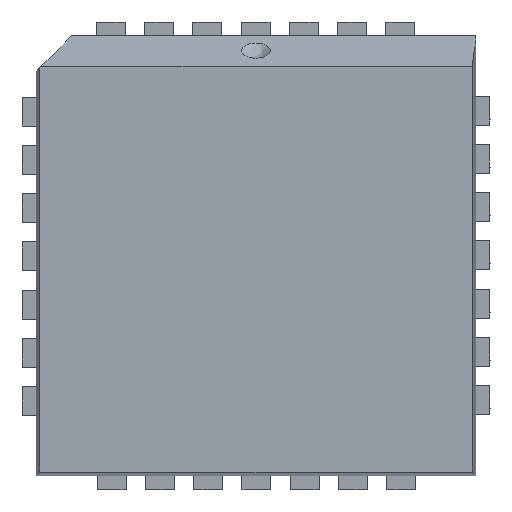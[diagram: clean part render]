
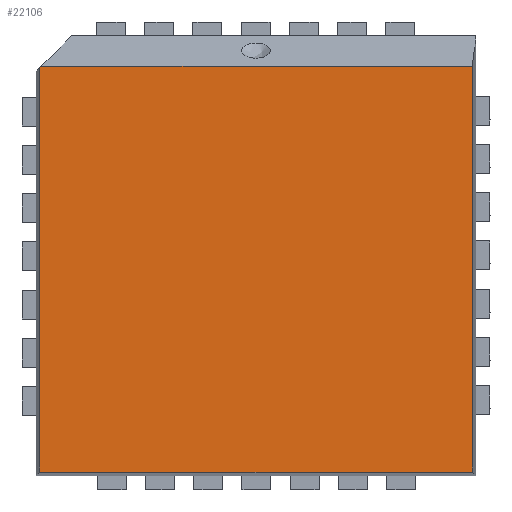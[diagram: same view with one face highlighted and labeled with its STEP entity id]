
A CAD part, top view. The second image highlights one B-rep face of the part: STEP entity #22106.
In plain terms, the highlighted planar face has unit normal (0, 0, 1).
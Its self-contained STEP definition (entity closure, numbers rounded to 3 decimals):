
#796 = CARTESIAN_POINT ( 'NONE',  ( -5.69, -0.769, 4.5 ) ) ;
#2870 = DIRECTION ( 'NONE',  ( 0., 1., 0. ) ) ;
#2931 = CARTESIAN_POINT ( 'NONE',  ( -5.661, -0.74, 4.5 ) ) ;
#2940 = VERTEX_POINT ( 'NONE', #6455 ) ;
#3619 = VERTEX_POINT ( 'NONE', #10181 ) ;
#4279 = ORIENTED_EDGE ( 'NONE', *, *, #31285, .F. ) ;
#5902 = CARTESIAN_POINT ( 'NONE',  ( 5.69, 0.06, 4.5 ) ) ;
#6455 = CARTESIAN_POINT ( 'NONE',  ( -5.661, -0.74, 4.5 ) ) ;
#7878 = VERTEX_POINT ( 'NONE', #24238 ) ;
#9574 = DIRECTION ( 'NONE',  ( -1., 0., 0. ) ) ;
#10181 = CARTESIAN_POINT ( 'NONE',  ( 5.69, -0.74, 4.5 ) ) ;
#12246 = VECTOR ( 'NONE', #14934, 1000. ) ;
#12681 = EDGE_LOOP ( 'NONE', ( #31429, #4279, #32904, #13440, #16425 ) ) ;
#13440 = ORIENTED_EDGE ( 'NONE', *, *, #24739, .F. ) ;
#14682 = LINE ( 'NONE', #5902, #23123 ) ;
#14934 = DIRECTION ( 'NONE',  ( 1., 0., 0. ) ) ;
#15394 = FACE_OUTER_BOUND ( 'NONE', #12681, .T. ) ;
#15535 = DIRECTION ( 'NONE',  ( -0.707, -0.707, 0. ) ) ;
#16425 = ORIENTED_EDGE ( 'NONE', *, *, #21693, .T. ) ;
#16549 = LINE ( 'NONE', #34496, #38873 ) ;
#16942 = DIRECTION ( 'NONE',  ( 0., 0., 1. ) ) ;
#17436 = CARTESIAN_POINT ( 'NONE',  ( -5.69, -11.42, 4.5 ) ) ;
#18350 = VERTEX_POINT ( 'NONE', #17436 ) ;
#18422 = LINE ( 'NONE', #2931, #40725 ) ;
#20485 = EDGE_CURVE ( 'NONE', #18350, #27560, #16549, .T. ) ;
#21690 = DIRECTION ( 'NONE',  ( 0., -1., 0. ) ) ;
#21693 = EDGE_CURVE ( 'NONE', #2940, #27560, #18422, .T. ) ;
#22106 = ADVANCED_FACE ( 'NONE', ( #15394 ), #29462, .T. ) ;
#23123 = VECTOR ( 'NONE', #21690, 1000. ) ;
#24238 = CARTESIAN_POINT ( 'NONE',  ( 5.69, -11.42, 4.5 ) ) ;
#24739 = EDGE_CURVE ( 'NONE', #2940, #3619, #26127, .T. ) ;
#24857 = EDGE_CURVE ( 'NONE', #3619, #7878, #14682, .T. ) ;
#25351 = CARTESIAN_POINT ( 'NONE',  ( 5.79, -11.42, 4.5 ) ) ;
#25391 = LINE ( 'NONE', #25351, #32842 ) ;
#26127 = LINE ( 'NONE', #33946, #12246 ) ;
#26391 = AXIS2_PLACEMENT_3D ( 'NONE', #35973, #16942, #39122 ) ;
#27560 = VERTEX_POINT ( 'NONE', #796 ) ;
#29462 = PLANE ( 'NONE',  #26391 ) ;
#31285 = EDGE_CURVE ( 'NONE', #7878, #18350, #25391, .T. ) ;
#31429 = ORIENTED_EDGE ( 'NONE', *, *, #20485, .F. ) ;
#32842 = VECTOR ( 'NONE', #9574, 1000. ) ;
#32904 = ORIENTED_EDGE ( 'NONE', *, *, #24857, .F. ) ;
#33946 = CARTESIAN_POINT ( 'NONE',  ( -4.861, -0.74, 4.5 ) ) ;
#34496 = CARTESIAN_POINT ( 'NONE',  ( -5.69, -11.52, 4.5 ) ) ;
#35973 = CARTESIAN_POINT ( 'NONE',  ( -5.79, -0.869, 4.5 ) ) ;
#38873 = VECTOR ( 'NONE', #2870, 1000. ) ;
#39122 = DIRECTION ( 'NONE',  ( 1., 0., 0. ) ) ;
#40725 = VECTOR ( 'NONE', #15535, 1000. ) ;
